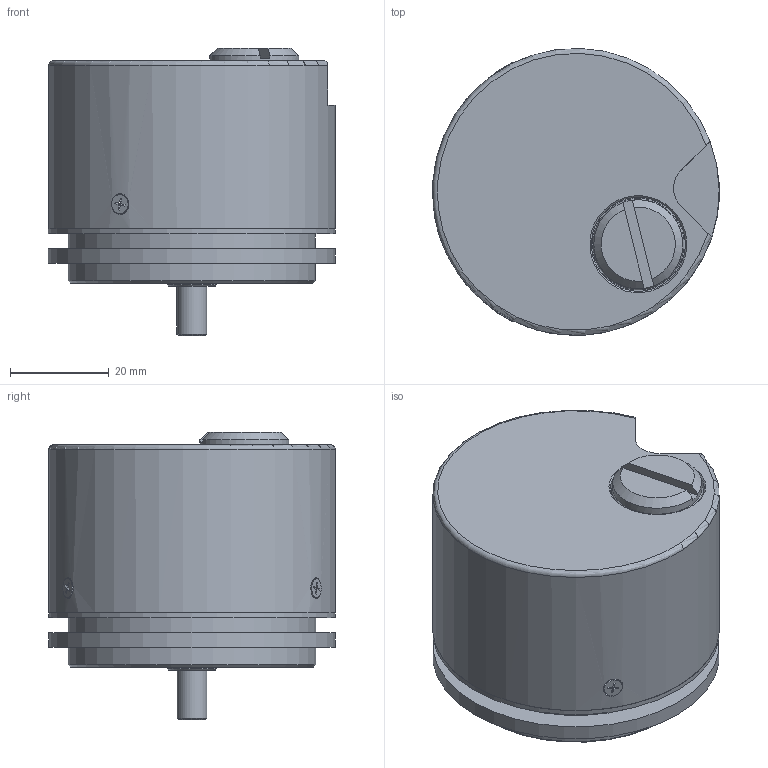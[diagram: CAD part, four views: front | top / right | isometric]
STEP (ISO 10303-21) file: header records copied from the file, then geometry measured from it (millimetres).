
FILE_DESCRIPTION(/* description */ (''),/* implementation_level */ '2;1');
FILE_NAME(/* name */ 'AP58M.stp',/* time_stamp */ '2015-03-19T14:00:40+02:00',/* author */ ('EdgarasA'),/* organization */ (''),/* preprocessor_version */ 'ST-DEVELOPER v15.2',/* originating_system */ 'Autodesk Inventor 2014',/* authorisation */ '');
FILE_SCHEMA (('AUTOMOTIVE_DESIGN { 1 0 10303 214 3 1 1 }'));
Length unit declared in the file: millimetre
Products named in the file (1): AP58M
Bounding box: 58.08 x 58 x 58.1 mm (x, y, z)
Surface area: 17386.4 mm2 (no closed solid volume)
Topology: 0 solids, 10 shells, 66 faces, 184 edges, 136 vertices
Faces by surface type: plane 30, cylinder 18, cone 16, torus 2
Full cylindrical faces by diameter (mm): 2 x1, 3.242 x3, 3.8 x1, 6 x1, 7 x1, 10 x1, 13 x1, 18 x1, 19 x2, 50 x2, 58 x3
Entity records: 2180 total; most frequent: CARTESIAN_POINT 503, DIRECTION 335, ORIENTED_EDGE 226, EDGE_CURVE 146, AXIS2_PLACEMENT_3D 135, VERTEX_POINT 129, EDGE_LOOP 116, CIRCLE 68
